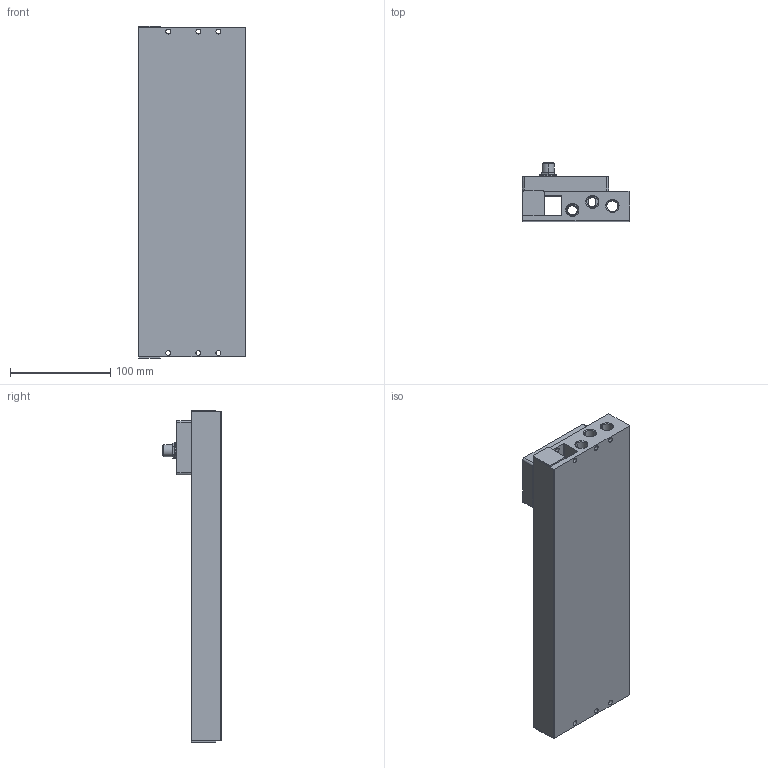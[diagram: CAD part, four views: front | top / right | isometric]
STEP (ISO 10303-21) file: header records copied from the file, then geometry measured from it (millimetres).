
FILE_DESCRIPTION (( 'STEP AP203' ), '1' );
FILE_NAME ('ES2V-16FLK32.STEP', '2022-07-27T13:40:19', ( '' ), ( '' ), 'SwSTEP 2.0', 'SolidWorks 2022', '' );
FILE_SCHEMA (( 'CONFIG_CONTROL_DESIGN' ));
Length unit declared in the file: millimetre
Products named in the file (1): ES2V-16FLK32
Bounding box: 106.7 x 58.4 x 331 mm (x, y, z)
Volume: 923022.9 mm3; surface area: 160416.3 mm2
Topology: 1 solids, 1 shells, 349 faces, 832 edges, 542 vertices
Faces by surface type: cylinder 156, plane 97, cone 84, bspline 12
Entity records: 10559 total; most frequent: DIRECTION 1976, CARTESIAN_POINT 1940, ORIENTED_EDGE 1664, EDGE_CURVE 832, AXIS2_PLACEMENT_3D 818, VERTEX_POINT 542, CIRCLE 480, EDGE_LOOP 430
